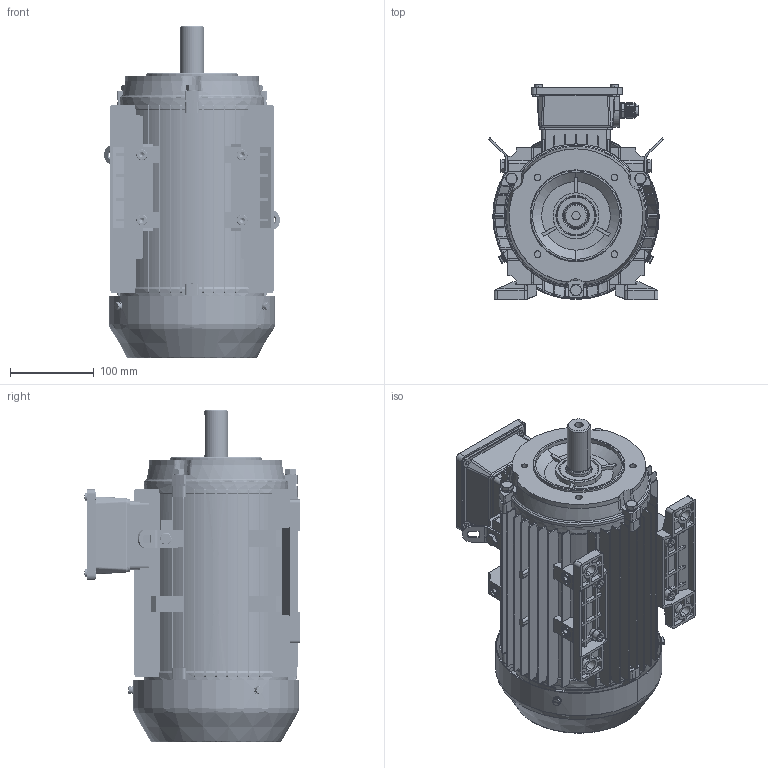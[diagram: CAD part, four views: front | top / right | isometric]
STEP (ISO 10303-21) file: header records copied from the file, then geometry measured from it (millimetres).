
FILE_DESCRIPTION (( 'STEP AP203' ), '1' );
FILE_NAME ('JL3-100-B34A.step', '2018-12-14T08:47:54', ( '' ), ( '' ), 'SwSTEP 2.0', 'SolidWorks 2018', '' );
FILE_SCHEMA (( 'CONFIG_CONTROL_DESIGN' ));
Products named in the file (1): JL3-100-B34A
Bounding box: 210.01 x 257.42 x 397 mm (x, y, z)
Volume: 1791665 mm3; surface area: 1059687.2 mm2
Topology: 53 solids, 53 shells, 4426 faces, 12018 edges, 7770 vertices
Faces by surface type: plane 1875, cylinder 1716, bspline 595, cone 232, sphere 8
Entity records: 382359 total; most frequent: CARTESIAN_POINT 272820, ORIENTED_EDGE 23932, DIRECTION 21745, EDGE_CURVE 11966, VERTEX_POINT 7770, AXIS2_PLACEMENT_3D 7766, LINE 6213, VECTOR 6213
